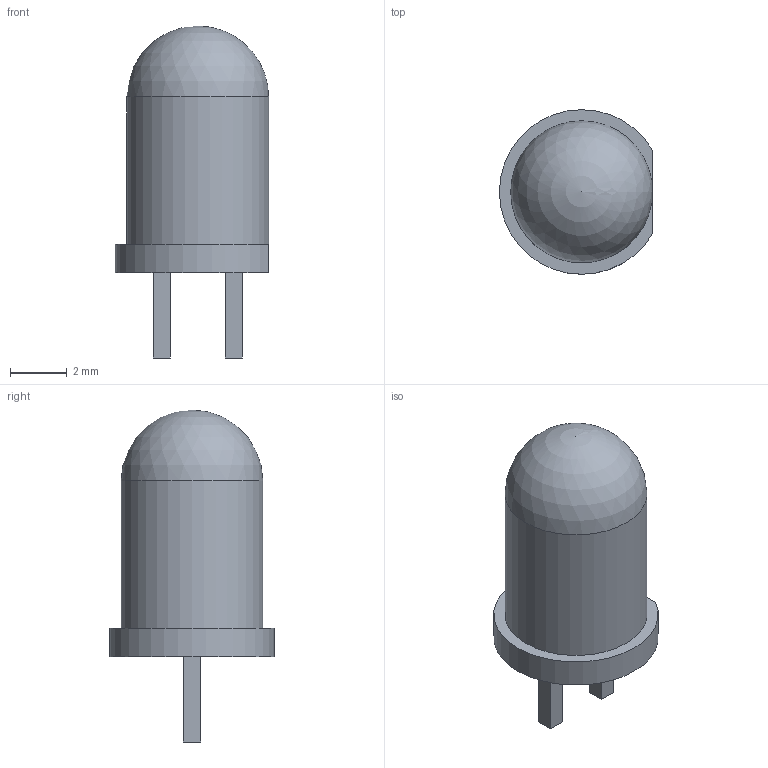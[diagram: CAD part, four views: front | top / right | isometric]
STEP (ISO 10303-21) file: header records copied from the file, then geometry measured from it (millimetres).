
FILE_DESCRIPTION(('FreeCAD Model'),'2;1');
FILE_NAME('LED 5mm Green.step', '2019-05-21T23:25:55',('Author'),(''), 'Open CASCADE STEP processor 7.2','FreeCAD','Unknown');
FILE_SCHEMA(('AUTOMOTIVE_DESIGN { 1 0 10303 214 1 1 1 1 }'));
Length unit declared in the file: millimetre
Products named in the file (1): LED_5mm_Green
Bounding box: 5.4 x 5.8 x 11.7 mm (x, y, z)
Volume: 157.7 mm3; surface area: 188.6 mm2
Topology: 1 solids, 1 shells, 29 faces, 62 edges, 37 vertices
Faces by surface type: plane 15, cylinder 12, sphere 1, torus 1
Full cylindrical faces by diameter (mm): 5 x1
Entity records: 2009 total; most frequent: CARTESIAN_POINT 536, DIRECTION 234, LINE 138, VECTOR 138, ORIENTED_EDGE 122, PCURVE 122, DEFINITIONAL_REPRESENTATION 122, EDGE_CURVE 61
